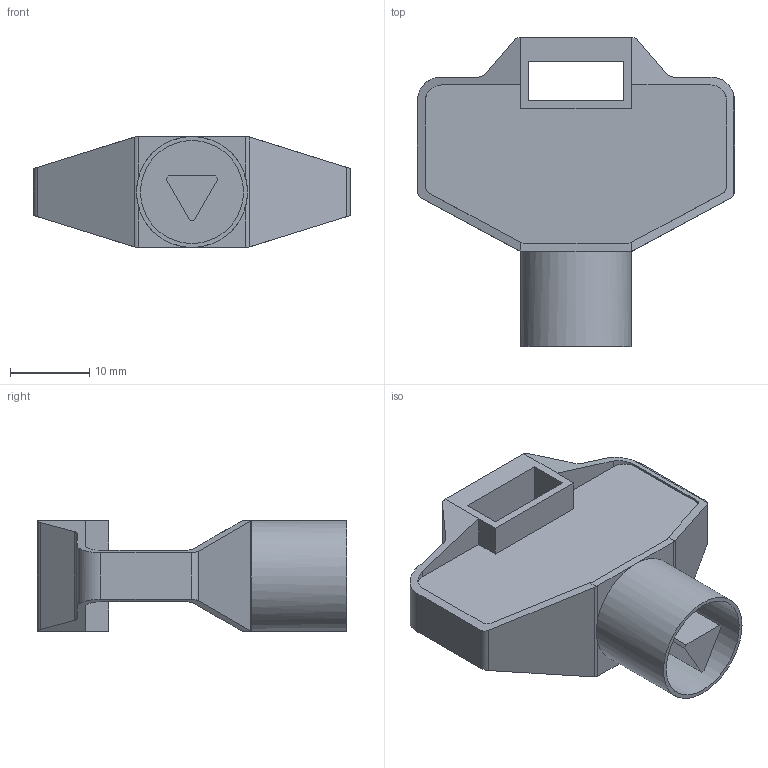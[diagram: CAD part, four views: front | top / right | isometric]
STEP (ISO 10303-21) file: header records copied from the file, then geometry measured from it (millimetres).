
FILE_DESCRIPTION(('STEP AP203'),'2;1');
FILE_NAME('24.002.00.stp','2011-03-21T16:09:35',(''),(''),'2009.3.110','THINKDESIGN','');
FILE_SCHEMA(('CONFIG_CONTROL_DESIGN'));
Length unit declared in the file: millimetre
Bounding box: 40 x 39 x 14 mm (x, y, z)
Volume: 6486 mm3; surface area: 5047.3 mm2
Topology: 1 solids, 1 shells, 83 faces, 229 edges, 150 vertices
Faces by surface type: plane 59, cylinder 24
Full cylindrical faces by diameter (mm): 13 x1, 14 x1
Entity records: 2739 total; most frequent: CARTESIAN_POINT 462, DIRECTION 458, ORIENTED_EDGE 458, EDGE_CURVE 229, VECTOR 166, LINE 166, VERTEX_POINT 150, AXIS2_PLACEMENT_3D 146
